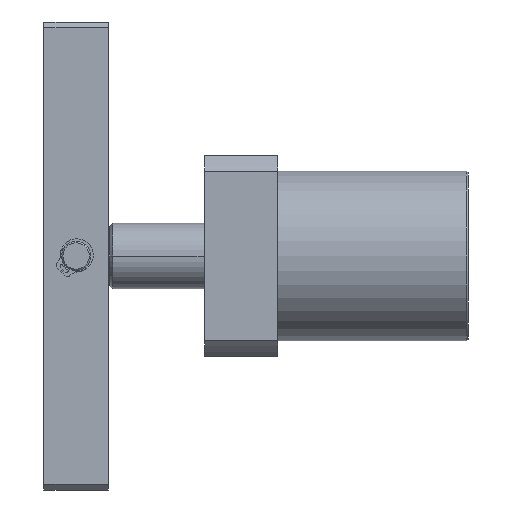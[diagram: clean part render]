
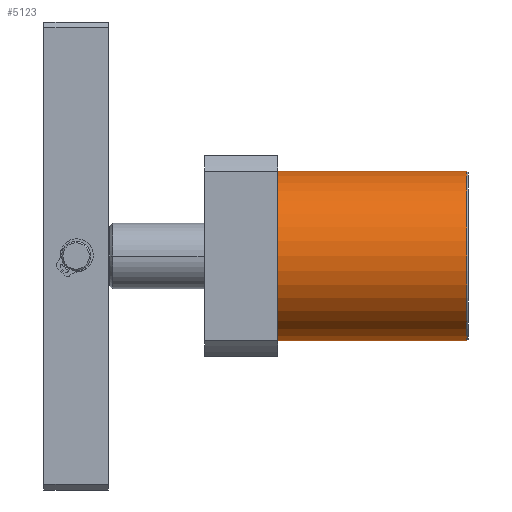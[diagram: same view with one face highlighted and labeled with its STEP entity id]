
A CAD part, left-side view. The second image highlights one B-rep face of the part: STEP entity #5123.
In plain terms, the highlighted cylindrical face has radius 29 mm (diameter 58 mm), a partial arc.
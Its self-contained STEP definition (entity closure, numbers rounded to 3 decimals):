
#151 = AXIS2_PLACEMENT_3D ( 'NONE', #2539, #2537, #2536 ) ;
#396 = AXIS2_PLACEMENT_3D ( 'NONE', #1775, #1780, #1781 ) ;
#486 = AXIS2_PLACEMENT_3D ( 'NONE', #2163, #2159, #2158 ) ;
#686 = CYLINDRICAL_SURFACE ( 'NONE', #396, 29. ) ;
#688 = FACE_OUTER_BOUND ( 'NONE', #3527, .T. ) ;
#887 = CIRCLE ( 'NONE', #486, 29. ) ;
#1011 = VECTOR ( 'NONE', #2337, 1000. ) ;
#1014 = LINE ( 'NONE', #2339, #1011 ) ;
#1029 = VECTOR ( 'NONE', #2374, 1000. ) ;
#1034 = LINE ( 'NONE', #2398, #1029 ) ;
#1079 = CIRCLE ( 'NONE', #151, 29. ) ;
#1444 = ORIENTED_EDGE ( 'NONE', *, *, #3932, .T. ) ;
#1489 = ORIENTED_EDGE ( 'NONE', *, *, #3966, .T. ) ;
#1541 = ORIENTED_EDGE ( 'NONE', *, *, #3977, .F. ) ;
#1583 = ORIENTED_EDGE ( 'NONE', *, *, #4066, .F. ) ;
#1775 = CARTESIAN_POINT ( 'NONE',  ( 0., 65., 0. ) ) ;
#1780 = DIRECTION ( 'NONE',  ( 0., -1., 0. ) ) ;
#1781 = DIRECTION ( 'NONE',  ( 0., 0., -1. ) ) ;
#2158 = DIRECTION ( 'NONE',  ( 0., 0., 1. ) ) ;
#2159 = DIRECTION ( 'NONE',  ( 0., 1., 0. ) ) ;
#2163 = CARTESIAN_POINT ( 'NONE',  ( 0., 65., 0. ) ) ;
#2337 = DIRECTION ( 'NONE',  ( 0., -1., 0. ) ) ;
#2339 = CARTESIAN_POINT ( 'NONE',  ( 0., 65., 29. ) ) ;
#2374 = DIRECTION ( 'NONE',  ( 0., -1., 0. ) ) ;
#2388 = CARTESIAN_POINT ( 'NONE',  ( 0., 0.5, 29. ) ) ;
#2398 = CARTESIAN_POINT ( 'NONE',  ( 0., 65., -29. ) ) ;
#2536 = DIRECTION ( 'NONE',  ( 0., 0., 1. ) ) ;
#2537 = DIRECTION ( 'NONE',  ( 0., 1., 0. ) ) ;
#2539 = CARTESIAN_POINT ( 'NONE',  ( 0., 0.5, 0. ) ) ;
#2722 = CARTESIAN_POINT ( 'NONE',  ( 0., 0.5, -29. ) ) ;
#2728 = CARTESIAN_POINT ( 'NONE',  ( 0., 65., 29. ) ) ;
#3527 = EDGE_LOOP ( 'NONE', ( #1541, #1583, #1489, #1444 ) ) ;
#3672 = VERTEX_POINT ( 'NONE', #6412 ) ;
#3716 = VERTEX_POINT ( 'NONE', #2728 ) ;
#3839 = VERTEX_POINT ( 'NONE', #2388 ) ;
#3852 = VERTEX_POINT ( 'NONE', #2722 ) ;
#3932 = EDGE_CURVE ( 'NONE', #3852, #3839, #1079, .T. ) ;
#3966 = EDGE_CURVE ( 'NONE', #3672, #3852, #1034, .T. ) ;
#3977 = EDGE_CURVE ( 'NONE', #3716, #3839, #1014, .T. ) ;
#4066 = EDGE_CURVE ( 'NONE', #3672, #3716, #887, .T. ) ;
#5123 = ADVANCED_FACE ( 'NONE', ( #688 ), #686, .T. ) ;
#6412 = CARTESIAN_POINT ( 'NONE',  ( 0., 65., -29. ) ) ;
